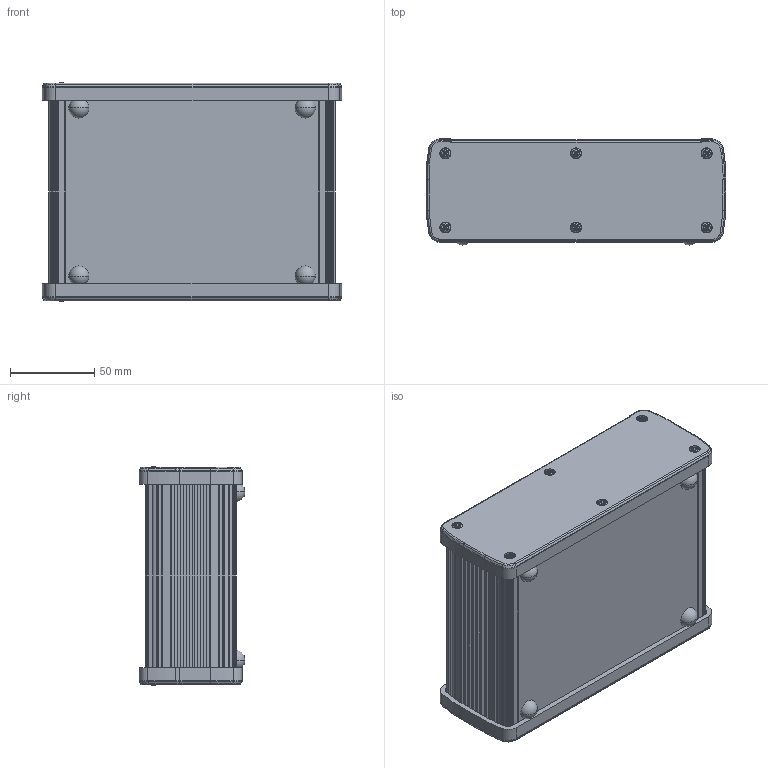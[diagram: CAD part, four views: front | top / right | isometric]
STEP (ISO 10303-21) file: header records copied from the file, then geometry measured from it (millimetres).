
FILE_DESCRIPTION (( 'STEP AP203' ), '1' );
FILE_NAME ('EX-64-01.step', '2017-08-29T18:19:57', ( '' ), ( '' ), 'SwSTEP 2.0', 'SolidWorks 2016', '' );
FILE_SCHEMA (( 'CONFIG_CONTROL_DESIGN' ));
Length unit declared in the file: inch
Products named in the file (7): EX-63B-66B_EX-64B-01; EX-63G; pan cross head_ks_EX-01S-01; EX-64-01; EX-01A; EX-63E_EX-63E-01; EX-01W
Assembly tree (33 placements, depth 2):
  EX-64-01
    EX-63B-66B_EX-64B-01
    EX-63E_EX-63E-01  x2
    EX-63G  x2
    pan cross head_ks_EX-01S-01  x12
    EX-01W  x12
    EX-01A  x4
Bounding box: 177.69 x 62.8 x 129.49 mm (x, y, z)
Volume: 270830.2 mm3; surface area: 214669.8 mm2
Topology: 33 solids, 33 shells, 1628 faces, 4170 edges, 2602 vertices
Faces by surface type: plane 670, cylinder 582, cone 170, torus 150, sphere 56
Entity records: 29145 total; most frequent: CARTESIAN_POINT 6268, DIRECTION 4614, ORIENTED_EDGE 4472, EDGE_CURVE 2236, AXIS2_PLACEMENT_3D 1641, VERTEX_POINT 1431, LINE 1332, VECTOR 1332
